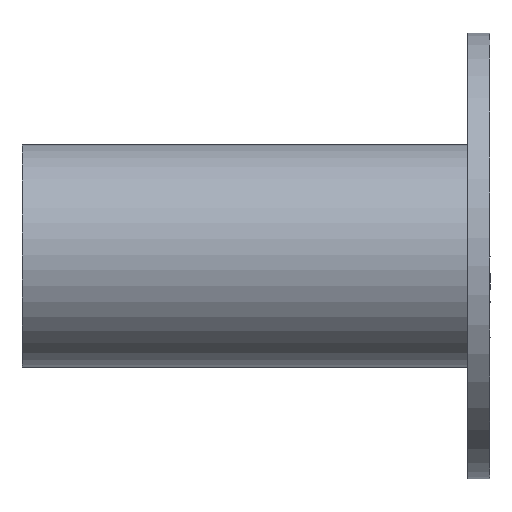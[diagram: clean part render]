
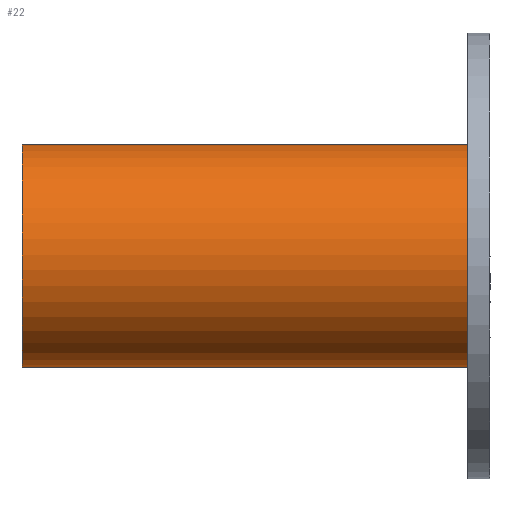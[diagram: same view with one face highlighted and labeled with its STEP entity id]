
A CAD part, top view. The second image highlights one B-rep face of the part: STEP entity #22.
In plain terms, the highlighted free-form (B-spline) face has degree [2, 1] with [5, 2] control points.
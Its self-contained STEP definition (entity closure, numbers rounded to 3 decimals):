
#22=ADVANCED_FACE('',(#32),#134,.T.);
#32=FACE_OUTER_BOUND('',#42,.T.);
#42=EDGE_LOOP('',(#69,#70,#71,#72));
#69=ORIENTED_EDGE('',*,*,#93,.T.);
#70=ORIENTED_EDGE('',*,*,#85,.T.);
#71=ORIENTED_EDGE('',*,*,#95,.F.);
#72=ORIENTED_EDGE('',*,*,#94,.F.);
#85=EDGE_CURVE('',#122,#121,#111,.T.);
#93=EDGE_CURVE('',#124,#122,#104,.T.);
#94=EDGE_CURVE('',#124,#125,#114,.T.);
#95=EDGE_CURVE('',#125,#121,#105,.T.);
#104=(
BOUNDED_CURVE()
B_SPLINE_CURVE(2,(#312,#313,#314,#315,#316),.UNSPECIFIED.,.F.,.F.)
B_SPLINE_CURVE_WITH_KNOTS((3,2,3),(62.832,94.248,125.664),
 .UNSPECIFIED.)
CURVE()
GEOMETRIC_REPRESENTATION_ITEM()
RATIONAL_B_SPLINE_CURVE((1.,0.707,1.,0.707,1.))
REPRESENTATION_ITEM('')
);
#105=(
BOUNDED_CURVE()
B_SPLINE_CURVE(2,(#319,#320,#321,#322,#323),.UNSPECIFIED.,.F.,.F.)
B_SPLINE_CURVE_WITH_KNOTS((3,2,3),(62.832,94.248,125.664),
 .UNSPECIFIED.)
CURVE()
GEOMETRIC_REPRESENTATION_ITEM()
RATIONAL_B_SPLINE_CURVE((1.,0.707,1.,0.707,1.))
REPRESENTATION_ITEM('')
);
#111=B_SPLINE_CURVE_WITH_KNOTS('',1,(#281,#282),.UNSPECIFIED.,.F.,.F.,(2,
2),(10.,50.),.UNSPECIFIED.);
#114=B_SPLINE_CURVE_WITH_KNOTS('',1,(#317,#318),.UNSPECIFIED.,.F.,.F.,(2,
2),(10.,50.),.UNSPECIFIED.);
#121=VERTEX_POINT('',#267);
#122=VERTEX_POINT('',#268);
#124=VERTEX_POINT('',#270);
#125=VERTEX_POINT('',#271);
#134=(
BOUNDED_SURFACE()
B_SPLINE_SURFACE(2,1,((#233,#234),(#235,#236),(#237,#238),(#239,#240),(#241,
#242)),.UNSPECIFIED.,.F.,.F.,.F.)
B_SPLINE_SURFACE_WITH_KNOTS((3,2,3),(2,2),(62.832,94.248,
125.664),(10.,50.),.UNSPECIFIED.)
GEOMETRIC_REPRESENTATION_ITEM()
RATIONAL_B_SPLINE_SURFACE(((1.,1.),(0.707,0.707),
(1.,1.),(0.707,0.707),(1.,1.)))
REPRESENTATION_ITEM('')
SURFACE()
);
#233=CARTESIAN_POINT('',(6676.177,-6054.321,0.));
#234=CARTESIAN_POINT('',(6716.177,-6054.321,0.));
#235=CARTESIAN_POINT('',(6676.177,-6054.321,10.));
#236=CARTESIAN_POINT('',(6716.177,-6054.321,10.));
#237=CARTESIAN_POINT('',(6676.177,-6064.321,10.));
#238=CARTESIAN_POINT('',(6716.177,-6064.321,10.));
#239=CARTESIAN_POINT('',(6676.177,-6074.321,10.));
#240=CARTESIAN_POINT('',(6716.177,-6074.321,10.));
#241=CARTESIAN_POINT('',(6676.177,-6074.321,0.));
#242=CARTESIAN_POINT('',(6716.177,-6074.321,0.));
#267=CARTESIAN_POINT('',(6716.177,-6074.321,0.));
#268=CARTESIAN_POINT('',(6676.177,-6074.321,0.));
#270=CARTESIAN_POINT('',(6676.177,-6054.321,0.));
#271=CARTESIAN_POINT('',(6716.177,-6054.321,0.));
#281=CARTESIAN_POINT('',(6676.177,-6074.321,0.));
#282=CARTESIAN_POINT('',(6716.177,-6074.321,0.));
#312=CARTESIAN_POINT('',(6676.177,-6054.321,0.));
#313=CARTESIAN_POINT('',(6676.177,-6054.321,10.));
#314=CARTESIAN_POINT('',(6676.177,-6064.321,10.));
#315=CARTESIAN_POINT('',(6676.177,-6074.321,10.));
#316=CARTESIAN_POINT('',(6676.177,-6074.321,0.));
#317=CARTESIAN_POINT('',(6676.177,-6054.321,0.));
#318=CARTESIAN_POINT('',(6716.177,-6054.321,0.));
#319=CARTESIAN_POINT('',(6716.177,-6054.321,0.));
#320=CARTESIAN_POINT('',(6716.177,-6054.321,10.));
#321=CARTESIAN_POINT('',(6716.177,-6064.321,10.));
#322=CARTESIAN_POINT('',(6716.177,-6074.321,10.));
#323=CARTESIAN_POINT('',(6716.177,-6074.321,0.));
